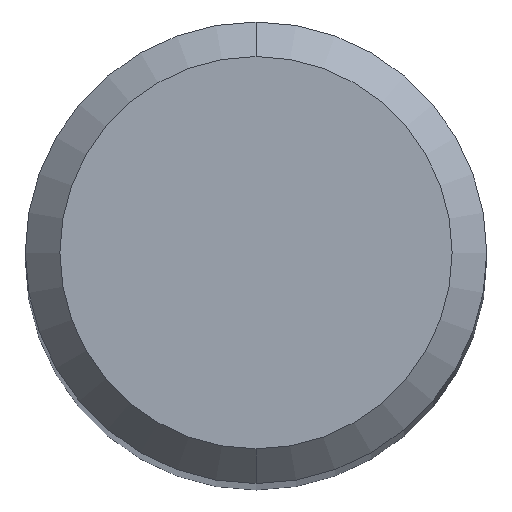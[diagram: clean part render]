
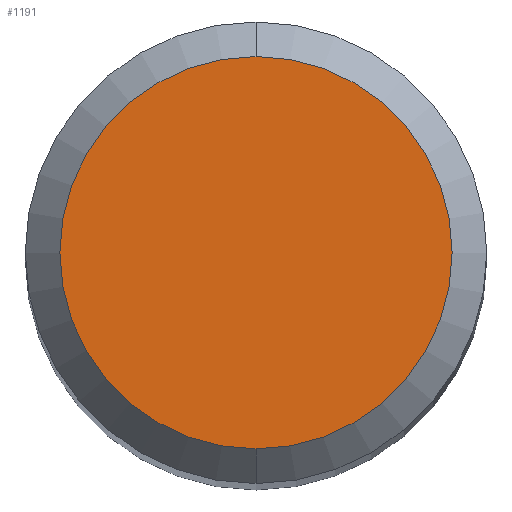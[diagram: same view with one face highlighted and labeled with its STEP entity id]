
A CAD part, top view. The second image highlights one B-rep face of the part: STEP entity #1191.
In plain terms, the highlighted planar face has unit normal (0, 0, 1).
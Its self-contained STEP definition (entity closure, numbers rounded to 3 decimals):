
#741=EDGE_CURVE('',#985,#1069,#1593,.T.);
#879=EDGE_CURVE('',#1069,#985,#1743,.T.);
#985=VERTEX_POINT('',#1857);
#1069=VERTEX_POINT('',#1947);
#1191=ADVANCED_FACE('',(#2084),#2085,.T.);
#1593=CIRCLE('',#3652,1.7);
#1743=CIRCLE('',#4235,1.7);
#1857=CARTESIAN_POINT('',(0.0,1.7,0.0));
#1947=CARTESIAN_POINT('',(0.,-1.7,0.0));
#2084=FACE_OUTER_BOUND('',#5480,.T.);
#2085=PLANE('',#5481);
#3652=AXIS2_PLACEMENT_3D('',#6170,#6171,#6172);
#4235=AXIS2_PLACEMENT_3D('',#6330,#6331,#6332);
#5480=EDGE_LOOP('',(#6707,#6708));
#5481=AXIS2_PLACEMENT_3D('',#6709,#6710,#6711);
#6170=CARTESIAN_POINT('',(0.0,0.0,0.0));
#6171=DIRECTION('',(0.0,0.0,-1.0));
#6172=DIRECTION('',(0.0,1.0,0.0));
#6330=CARTESIAN_POINT('',(0.0,0.0,0.0));
#6331=DIRECTION('',(0.0,0.0,-1.0));
#6332=DIRECTION('',(0.0,1.0,0.0));
#6707=ORIENTED_EDGE('',*,*,#741,.F.);
#6708=ORIENTED_EDGE('',*,*,#879,.F.);
#6709=CARTESIAN_POINT('',(0.0,0.85,0.0));
#6710=DIRECTION('',(-0.0,0.0,1.0));
#6711=DIRECTION('',(0.0,-1.0,0.0));
